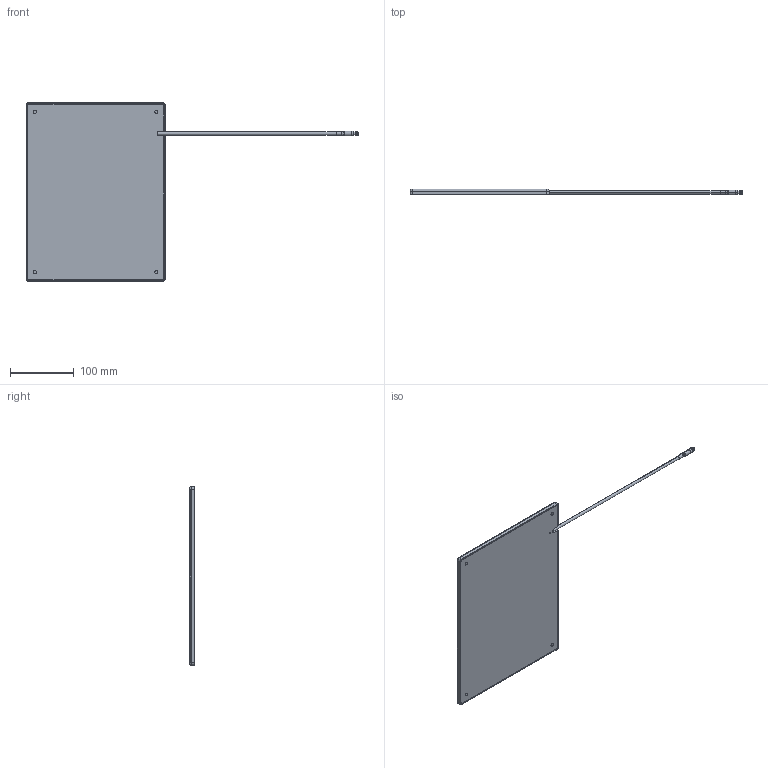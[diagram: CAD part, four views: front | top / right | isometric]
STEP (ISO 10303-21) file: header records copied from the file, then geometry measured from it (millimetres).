
FILE_DESCRIPTION (( 'STEP AP214' ), '1' );
FILE_NAME ('B6031 Antenna (Formed) 7-4-25.STEP', '2025-04-06T22:13:22', ( '' ), ( '' ), 'SwSTEP 2.0', 'SolidWorks 2019', '' );
FILE_SCHEMA (( 'AUTOMOTIVE_DESIGN' ));
Length unit declared in the file: millimetre
Products named in the file (4): 71640-CM Cable Assy, SMA Jack-2m LCom 195 Cable-SMA Jack 26-11-24_B6031; 71759-CM Label, Times-7 Logo for Radomes 7-9-23; B6031 Antenna (Formed - No Cable Assy) RevA 26-11-24_With Cable; B6031 Antenna (Formed) 7-4-25
Assembly tree (3 placements, depth 2):
  B6031 Antenna (Formed) 7-4-25
    B6031 Antenna (Formed - No Cable Assy) RevA 26-11-24_With Cable
    71759-CM Label, Times-7 Logo for Radomes 7-9-23
    71640-CM Cable Assy, SMA Jack-2m LCom 195 Cable-SMA Jack 26-11-24_B6031
Bounding box: 519.9 x 9.15 x 279 mm (x, y, z)
Volume: 482014.3 mm3; surface area: 147738.7 mm2
Topology: 3 solids, 3 shells, 216 faces, 539 edges, 348 vertices
Faces by surface type: plane 114, cylinder 81, torus 14, bspline 7
Entity records: 9515 total; most frequent: CARTESIAN_POINT 2207, ORIENTED_EDGE 1078, DIRECTION 1062, EDGE_CURVE 539, AXIS2_PLACEMENT_3D 360, VERTEX_POINT 348, VECTOR 342, LINE 342
